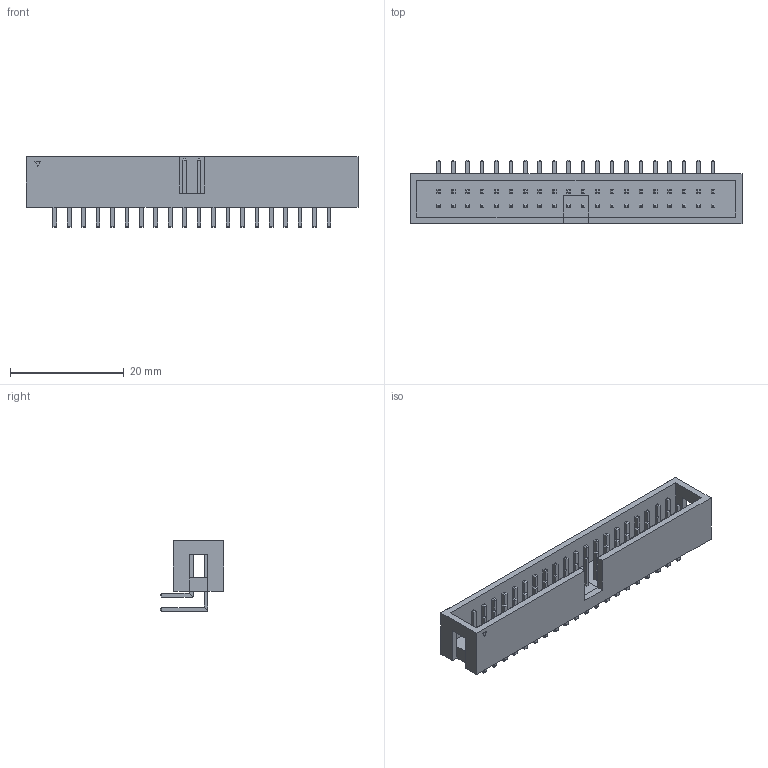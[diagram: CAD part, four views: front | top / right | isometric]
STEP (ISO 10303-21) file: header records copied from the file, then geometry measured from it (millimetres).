
FILE_DESCRIPTION(('FreeCAD Model'),'2;1');
FILE_NAME('ml_40_l.stp','2015-04-11T15:52:36',( 'FreeCAD'),('FreeCAD'),'Open CASCADE STEP processor 6.7','FreeCAD', 'Unknown');
FILE_SCHEMA(('AUTOMOTIVE_DESIGN_CC2 { 1 2 10303 214 -1 1 5 4 }'));
Length unit declared in the file: millimetre
Products named in the file (2): LinearPattern001; Array
Bounding box: 58.42 x 11.17 x 12.42 mm (x, y, z)
Volume: 2440.9 mm3; surface area: 4729.3 mm2
Topology: 41 solids, 41 shells, 1008 faces, 2281 edges, 1356 vertices
Faces by surface type: plane 924, cylinder 84
Full cylindrical faces by diameter (mm): 0.6 x4
Entity records: 58031 total; most frequent: CARTESIAN_POINT 10232, DIRECTION 9005, LINE 6171, VECTOR 6171, ORIENTED_EDGE 4562, PCURVE 4562, DEFINITIONAL_REPRESENTATION 4562, EDGE_CURVE 2281
